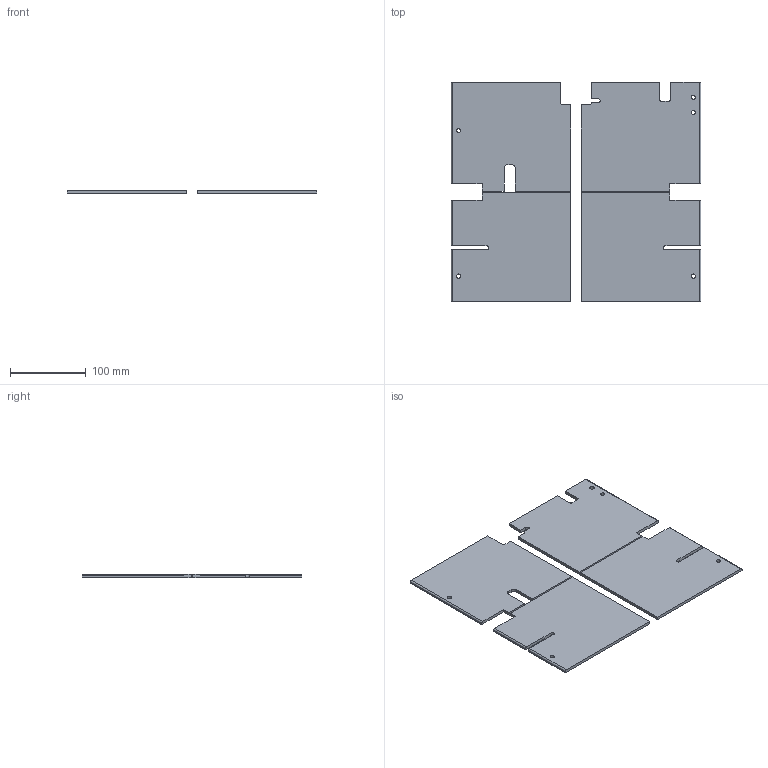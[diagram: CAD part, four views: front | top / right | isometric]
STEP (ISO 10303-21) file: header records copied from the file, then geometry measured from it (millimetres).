
FILE_DESCRIPTION(/* description */ (''),/* implementation_level */ '2;1');
FILE_NAME(/* name */ 'Deck, Rev03 (v4~recovered).step',/* time_stamp */ '2021-07-26T16:05:43-04:00',/* author */ (''),/* organization */ (''),/* preprocessor_version */ 'ST-DEVELOPER v18.1',/* originating_system */ 'Autodesk Translation Framework v10.9.0.1377',/* authorisation */ '');
FILE_SCHEMA (('AUTOMOTIVE_DESIGN { 1 0 10303 214 3 1 1 }'));
Length unit declared in the file: millimetre
Products named in the file (5): Deck, Rev03 (v4~recovered); Deck, Front Right; Deck, Rear Right; Deck, Front Left; Deck, Rear Left
Assembly tree (4 placements, depth 2):
  Deck, Rev03 (v4~recovered)
    Deck, Front Right
    Deck, Rear Right
    Deck, Front Left
    Deck, Rear Left
Bounding box: 330 x 290 x 4 mm (x, y, z)
Volume: 347674.2 mm3; surface area: 184929.9 mm2
Topology: 4 solids, 4 shells, 73 faces, 195 edges, 130 vertices
Faces by surface type: plane 53, cylinder 20
Full cylindrical faces by diameter (mm): 5.5 x5
Entity records: 2452 total; most frequent: CARTESIAN_POINT 407, DIRECTION 399, ORIENTED_EDGE 390, EDGE_CURVE 195, LINE 155, VECTOR 155, VERTEX_POINT 130, AXIS2_PLACEMENT_3D 122
